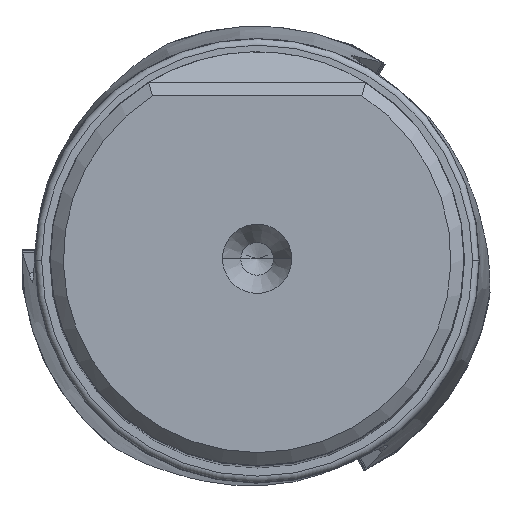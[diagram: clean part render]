
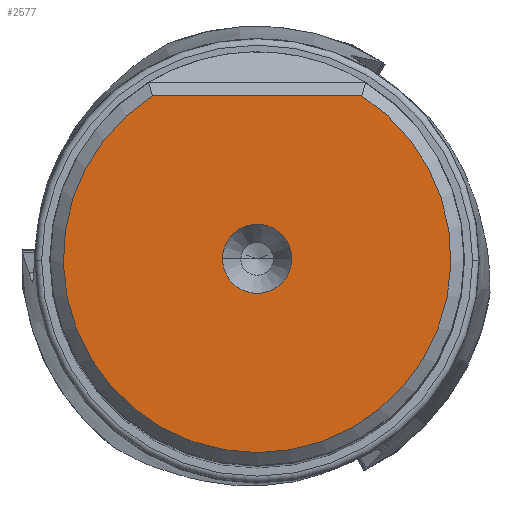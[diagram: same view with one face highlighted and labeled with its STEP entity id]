
A CAD part, top view. The second image highlights one B-rep face of the part: STEP entity #2577.
In plain terms, the highlighted planar face has unit normal (0, 0, 1).
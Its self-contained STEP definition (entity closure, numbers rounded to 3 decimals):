
#1032=LINE('',#15797,#1590);
#1590=VECTOR('',#11369,1.);
#2577=ADVANCED_FACE('',(#3030,#3031),#2907,.T.);
#2907=PLANE('',#9624);
#3030=FACE_BOUND('',#3326,.T.);
#3031=FACE_BOUND('',#3327,.T.);
#3326=EDGE_LOOP('',(#5084,#5085,#5086));
#3327=EDGE_LOOP('',(#5087,#5088));
#5084=ORIENTED_EDGE('',*,*,#7936,.T.);
#5085=ORIENTED_EDGE('',*,*,#7939,.F.);
#5086=ORIENTED_EDGE('',*,*,#7937,.T.);
#5087=ORIENTED_EDGE('',*,*,#7940,.T.);
#5088=ORIENTED_EDGE('',*,*,#7941,.T.);
#6795=VERTEX_POINT('',#15785);
#6796=VERTEX_POINT('',#15787);
#6797=VERTEX_POINT('',#15789);
#6798=VERTEX_POINT('',#15800);
#6799=VERTEX_POINT('',#15801);
#7936=EDGE_CURVE('',#6796,#6795,#8696,.T.);
#7937=EDGE_CURVE('',#6797,#6796,#8697,.T.);
#7939=EDGE_CURVE('',#6797,#6795,#1032,.T.);
#7940=EDGE_CURVE('',#6798,#6799,#8698,.T.);
#7941=EDGE_CURVE('',#6799,#6798,#8699,.T.);
#8696=CIRCLE('',#9618,14.84);
#8697=CIRCLE('',#9619,14.84);
#8698=CIRCLE('',#9622,2.65);
#8699=CIRCLE('',#9623,2.65);
#9618=AXIS2_PLACEMENT_3D('',#15786,#11363,#11364);
#9619=AXIS2_PLACEMENT_3D('',#15788,#11365,#11366);
#9622=AXIS2_PLACEMENT_3D('',#15799,#11372,#11373);
#9623=AXIS2_PLACEMENT_3D('',#15802,#11374,#11375);
#9624=AXIS2_PLACEMENT_3D('',#15803,#11376,#11377);
#11363=DIRECTION('',(0.,0.,1.));
#11364=DIRECTION('',(0.,-1.,0.));
#11365=DIRECTION('',(0.,0.,1.));
#11366=DIRECTION('',(-0.541,0.841,0.));
#11369=DIRECTION('',(1.,0.,0.));
#11372=DIRECTION('',(0.,0.,-1.));
#11373=DIRECTION('',(1.,0.,0.));
#11374=DIRECTION('',(0.,0.,-1.));
#11375=DIRECTION('',(-1.,0.,0.));
#11376=DIRECTION('',(0.,0.,1.));
#11377=DIRECTION('',(1.,0.,0.));
#15785=CARTESIAN_POINT('',(8.022,12.485,0.));
#15786=CARTESIAN_POINT('',(0.,0.,0.));
#15787=CARTESIAN_POINT('',(0.,-14.84,0.));
#15788=CARTESIAN_POINT('',(0.,0.,0.));
#15789=CARTESIAN_POINT('',(-8.022,12.485,0.));
#15797=CARTESIAN_POINT('',(-8.022,12.485,0.));
#15799=CARTESIAN_POINT('',(0.,0.,0.));
#15800=CARTESIAN_POINT('',(2.65,0.,0.));
#15801=CARTESIAN_POINT('',(-2.65,0.,0.));
#15802=CARTESIAN_POINT('',(0.,0.,0.));
#15803=CARTESIAN_POINT('',(0.,-1.177,0.));
